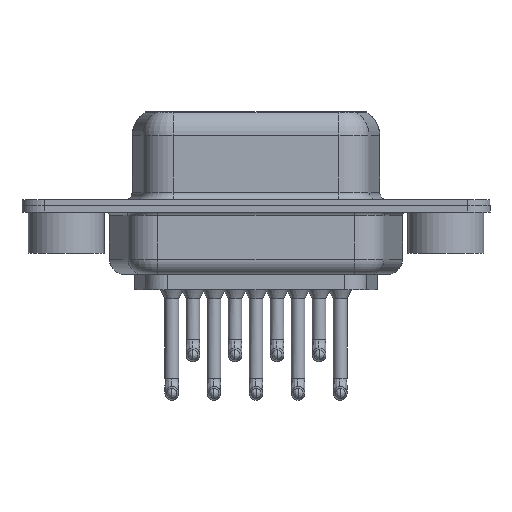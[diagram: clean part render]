
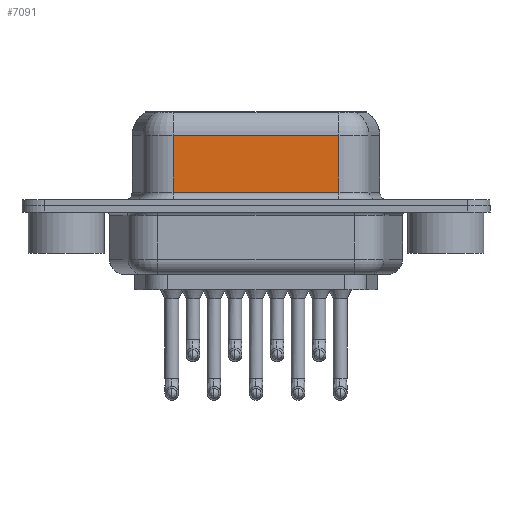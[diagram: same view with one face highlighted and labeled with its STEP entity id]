
A CAD part, front view. The second image highlights one B-rep face of the part: STEP entity #7091.
In plain terms, the highlighted planar face has unit normal (0, -1, 0).
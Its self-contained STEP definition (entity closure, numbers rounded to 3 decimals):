
#384 = CARTESIAN_POINT ( 'NONE',  ( 7.038, -3.95, 0.9 ) ) ;
#536 = ORIENTED_EDGE ( 'NONE', *, *, #773, .T. ) ;
#773 = EDGE_CURVE ( 'NONE', #8487, #5038, #14170, .T. ) ;
#1279 = VECTOR ( 'NONE', #7238, 1000. ) ;
#1525 = EDGE_LOOP ( 'NONE', ( #3553, #14771, #3818, #536 ) ) ;
#1751 = VECTOR ( 'NONE', #8265, 1000. ) ;
#2375 = VERTEX_POINT ( 'NONE', #10961 ) ;
#3121 = DIRECTION ( 'NONE',  ( 0., 0., -1. ) ) ;
#3362 = VERTEX_POINT ( 'NONE', #6653 ) ;
#3463 = CARTESIAN_POINT ( 'NONE',  ( 7.038, -3.95, 6.4 ) ) ;
#3553 = ORIENTED_EDGE ( 'NONE', *, *, #7870, .F. ) ;
#3671 = CARTESIAN_POINT ( 'NONE',  ( 17.962, -3.95, 0.9 ) ) ;
#3818 = ORIENTED_EDGE ( 'NONE', *, *, #4887, .T. ) ;
#3851 = CARTESIAN_POINT ( 'NONE',  ( 17.962, -3.95, 0.9 ) ) ;
#4887 = EDGE_CURVE ( 'NONE', #3362, #8487, #5970, .T. ) ;
#5038 = VERTEX_POINT ( 'NONE', #3851 ) ;
#5300 = PLANE ( 'NONE',  #8606 ) ;
#5549 = CARTESIAN_POINT ( 'NONE',  ( 17.962, -3.95, 6.4 ) ) ;
#5970 = LINE ( 'NONE', #3463, #15270 ) ;
#6299 = VECTOR ( 'NONE', #3121, 1000. ) ;
#6496 = EDGE_CURVE ( 'NONE', #2375, #3362, #8218, .T. ) ;
#6558 = DIRECTION ( 'NONE',  ( 0., 1., 0. ) ) ;
#6653 = CARTESIAN_POINT ( 'NONE',  ( 7.038, -3.95, 4.65 ) ) ;
#7091 = ADVANCED_FACE ( 'NONE', ( #14264 ), #5300, .F. ) ;
#7238 = DIRECTION ( 'NONE',  ( 1., 0., 0. ) ) ;
#7870 = EDGE_CURVE ( 'NONE', #2375, #5038, #9901, .T. ) ;
#8218 = LINE ( 'NONE', #14297, #1751 ) ;
#8265 = DIRECTION ( 'NONE',  ( -1., 0., 0. ) ) ;
#8487 = VERTEX_POINT ( 'NONE', #384 ) ;
#8606 = AXIS2_PLACEMENT_3D ( 'NONE', #12562, #6558, #15029 ) ;
#9901 = LINE ( 'NONE', #5549, #6299 ) ;
#10961 = CARTESIAN_POINT ( 'NONE',  ( 17.962, -3.95, 4.65 ) ) ;
#12562 = CARTESIAN_POINT ( 'NONE',  ( 17.962, -3.95, 6.4 ) ) ;
#14170 = LINE ( 'NONE', #3671, #1279 ) ;
#14264 = FACE_OUTER_BOUND ( 'NONE', #1525, .T. ) ;
#14297 = CARTESIAN_POINT ( 'NONE',  ( 17.962, -3.95, 4.65 ) ) ;
#14482 = DIRECTION ( 'NONE',  ( 0., 0., -1. ) ) ;
#14771 = ORIENTED_EDGE ( 'NONE', *, *, #6496, .T. ) ;
#15029 = DIRECTION ( 'NONE',  ( 0., 0., 1. ) ) ;
#15270 = VECTOR ( 'NONE', #14482, 1000. ) ;
